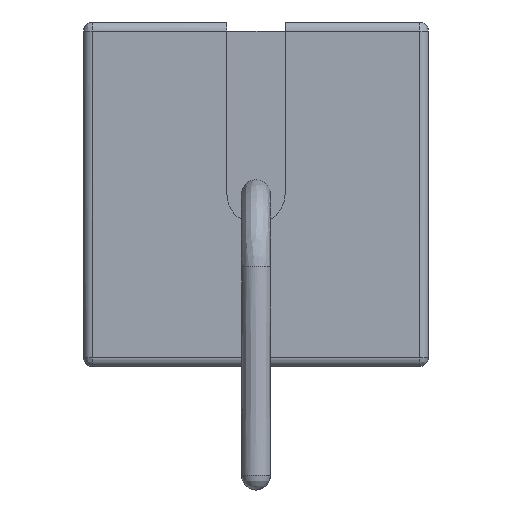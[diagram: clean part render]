
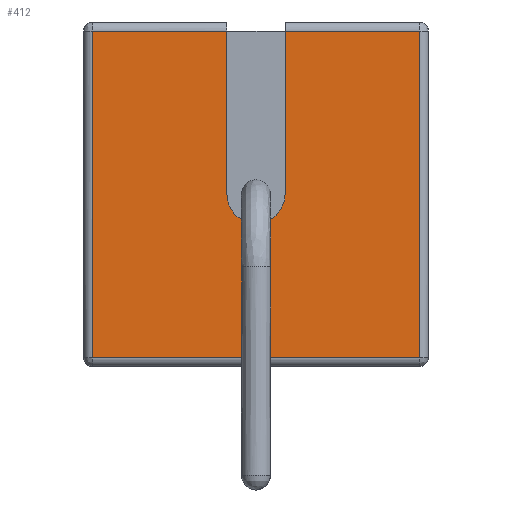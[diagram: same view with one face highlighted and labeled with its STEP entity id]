
A CAD part, left-side view. The second image highlights one B-rep face of the part: STEP entity #412.
In plain terms, the highlighted planar face has unit normal (-1, 0, 0).
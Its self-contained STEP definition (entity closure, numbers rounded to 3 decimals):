
#109=(
BOUNDED_CURVE()
B_SPLINE_CURVE(2,(#4575,#4576,#4577,#4578,#4579),.UNSPECIFIED.,.F.,.F.)
B_SPLINE_CURVE_WITH_KNOTS((3,2,3),(15.2,16.457,17.713),
 .UNSPECIFIED.)
CURVE()
GEOMETRIC_REPRESENTATION_ITEM()
RATIONAL_B_SPLINE_CURVE((1.,0.707,1.,0.707,1.))
REPRESENTATION_ITEM('')
);
#412=ADVANCED_FACE('',(#533),#2061,.T.);
#533=FACE_OUTER_BOUND('',#654,.T.);
#654=EDGE_LOOP('',(#975,#976,#977,#978,#979,#980,#981,#982));
#975=ORIENTED_EDGE('',*,*,#1452,.T.);
#976=ORIENTED_EDGE('',*,*,#1454,.T.);
#977=ORIENTED_EDGE('',*,*,#1450,.F.);
#978=ORIENTED_EDGE('',*,*,#1451,.F.);
#979=ORIENTED_EDGE('',*,*,#1448,.T.);
#980=ORIENTED_EDGE('',*,*,#1449,.T.);
#981=ORIENTED_EDGE('',*,*,#1453,.T.);
#982=ORIENTED_EDGE('',*,*,#1567,.T.);
#1448=EDGE_CURVE('',#1971,#1972,#1748,.T.);
#1449=EDGE_CURVE('',#1972,#1977,#1749,.T.);
#1450=EDGE_CURVE('',#1974,#1973,#1750,.T.);
#1451=EDGE_CURVE('',#1971,#1974,#1751,.T.);
#1452=EDGE_CURVE('',#1975,#1976,#1752,.T.);
#1453=EDGE_CURVE('',#1977,#1978,#1753,.T.);
#1454=EDGE_CURVE('',#1976,#1973,#1754,.T.);
#1567=EDGE_CURVE('',#1978,#1975,#109,.T.);
#1748=B_SPLINE_CURVE_WITH_KNOTS('',1,(#4255,#4256),.UNSPECIFIED.,.F.,.F.,
(2,2),(0.25,9.25),.UNSPECIFIED.);
#1749=B_SPLINE_CURVE_WITH_KNOTS('',1,(#4257,#4258),.UNSPECIFIED.,.F.,.F.,
(2,2),(0.25,3.95),.UNSPECIFIED.);
#1750=B_SPLINE_CURVE_WITH_KNOTS('',1,(#4259,#4260),.UNSPECIFIED.,.F.,.F.,
(2,2),(0.25,9.25),.UNSPECIFIED.);
#1751=B_SPLINE_CURVE_WITH_KNOTS('',1,(#4261,#4262),.UNSPECIFIED.,.F.,.F.,
(2,2),(0.25,9.25),.UNSPECIFIED.);
#1752=B_SPLINE_CURVE_WITH_KNOTS('',1,(#4263,#4264),.UNSPECIFIED.,.F.,.F.,
(2,2),(4.75,9.25),.UNSPECIFIED.);
#1753=B_SPLINE_CURVE_WITH_KNOTS('',1,(#4265,#4266),.UNSPECIFIED.,.F.,.F.,
(2,2),(-9.25,-4.75),.UNSPECIFIED.);
#1754=B_SPLINE_CURVE_WITH_KNOTS('',1,(#4267,#4268),.UNSPECIFIED.,.F.,.F.,
(2,2),(5.55,9.25),.UNSPECIFIED.);
#1971=VERTEX_POINT('',#4167);
#1972=VERTEX_POINT('',#4168);
#1973=VERTEX_POINT('',#4169);
#1974=VERTEX_POINT('',#4170);
#1975=VERTEX_POINT('',#4171);
#1976=VERTEX_POINT('',#4172);
#1977=VERTEX_POINT('',#4173);
#1978=VERTEX_POINT('',#4174);
#2061=PLANE('',#2114);
#2114=AXIS2_PLACEMENT_3D('',#3687,#2151,$);
#2151=DIRECTION('',(-1.,0.,0.));
#3687=CARTESIAN_POINT('',(-11.,-5.82,-0.07));
#4167=CARTESIAN_POINT('',(-11.,-4.5,1.25));
#4168=CARTESIAN_POINT('',(-11.,-4.5,10.25));
#4169=CARTESIAN_POINT('',(-11.,4.5,10.25));
#4170=CARTESIAN_POINT('',(-11.,4.5,1.25));
#4171=CARTESIAN_POINT('',(-11.,0.8,5.75));
#4172=CARTESIAN_POINT('',(-11.,0.8,10.25));
#4173=CARTESIAN_POINT('',(-11.,-0.8,10.25));
#4174=CARTESIAN_POINT('',(-11.,-0.8,5.75));
#4255=CARTESIAN_POINT('',(-11.,-4.5,1.25));
#4256=CARTESIAN_POINT('',(-11.,-4.5,10.25));
#4257=CARTESIAN_POINT('',(-11.,-4.5,10.25));
#4258=CARTESIAN_POINT('',(-11.,-0.8,10.25));
#4259=CARTESIAN_POINT('',(-11.,4.5,1.25));
#4260=CARTESIAN_POINT('',(-11.,4.5,10.25));
#4261=CARTESIAN_POINT('',(-11.,-4.5,1.25));
#4262=CARTESIAN_POINT('',(-11.,4.5,1.25));
#4263=CARTESIAN_POINT('',(-11.,0.8,5.75));
#4264=CARTESIAN_POINT('',(-11.,0.8,10.25));
#4265=CARTESIAN_POINT('',(-11.,-0.8,10.25));
#4266=CARTESIAN_POINT('',(-11.,-0.8,5.75));
#4267=CARTESIAN_POINT('',(-11.,0.8,10.25));
#4268=CARTESIAN_POINT('',(-11.,4.5,10.25));
#4575=CARTESIAN_POINT('',(-11.,-0.8,5.75));
#4576=CARTESIAN_POINT('',(-11.,-0.8,4.95));
#4577=CARTESIAN_POINT('',(-11.,0.,4.95));
#4578=CARTESIAN_POINT('',(-11.,0.8,4.95));
#4579=CARTESIAN_POINT('',(-11.,0.8,5.75));
